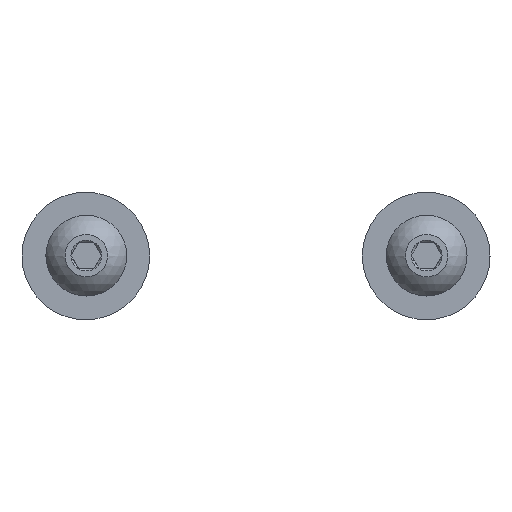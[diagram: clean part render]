
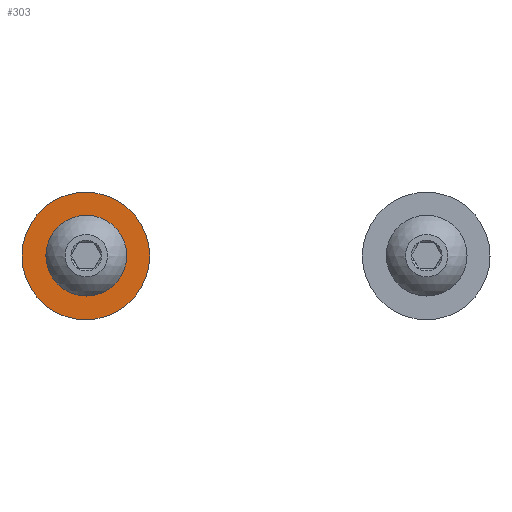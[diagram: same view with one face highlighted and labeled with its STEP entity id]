
A CAD part, left-side view. The second image highlights one B-rep face of the part: STEP entity #303.
In plain terms, the highlighted face is planar.
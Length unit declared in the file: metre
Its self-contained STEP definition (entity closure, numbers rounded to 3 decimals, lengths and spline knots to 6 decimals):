
#303 = ADVANCED_FACE( '', ( #524, #525 ), #526, .T. );
#524 = FACE_BOUND( '', #1660, .T. );
#525 = FACE_OUTER_BOUND( '', #1661, .T. );
#526 = PLANE( '', #1662 );
#1660 = EDGE_LOOP( '', ( #2783 ) );
#1661 = EDGE_LOOP( '', ( #2784 ) );
#1662 = AXIS2_PLACEMENT_3D( '', #2785, #2786, #2787 );
#2783 = ORIENTED_EDGE( '', *, *, #3249, .F. );
#2784 = ORIENTED_EDGE( '', *, *, #3250, .T. );
#2785 = CARTESIAN_POINT( '', ( 0., -0.008, 0. ) );
#2786 = DIRECTION( '', ( 0., -1., 0. ) );
#2787 = DIRECTION( '', ( 1., 0., 0. ) );
#3249 = EDGE_CURVE( '', #3667, #3667, #3668, .T. );
#3250 = EDGE_CURVE( '', #3669, #3669, #3670, .T. );
#3667 = VERTEX_POINT( '', #6250 );
#3668 = CIRCLE( '', #6251, 0.00205 );
#3669 = VERTEX_POINT( '', #6252 );
#3670 = CIRCLE( '', #6253, 0.006 );
#6250 = CARTESIAN_POINT( '', ( 0., -0.008, -0.00205 ) );
#6251 = AXIS2_PLACEMENT_3D( '', #7210, #7211, #7212 );
#6252 = CARTESIAN_POINT( '', ( 0., -0.008, -0.006 ) );
#6253 = AXIS2_PLACEMENT_3D( '', #7213, #7214, #7215 );
#7210 = CARTESIAN_POINT( '', ( 0., -0.008, 0. ) );
#7211 = DIRECTION( '', ( 0., -1., 0. ) );
#7212 = DIRECTION( '', ( 0., 0., -1. ) );
#7213 = CARTESIAN_POINT( '', ( 0., -0.008, 0. ) );
#7214 = DIRECTION( '', ( 0., -1., 0. ) );
#7215 = DIRECTION( '', ( 0., 0., -1. ) );
